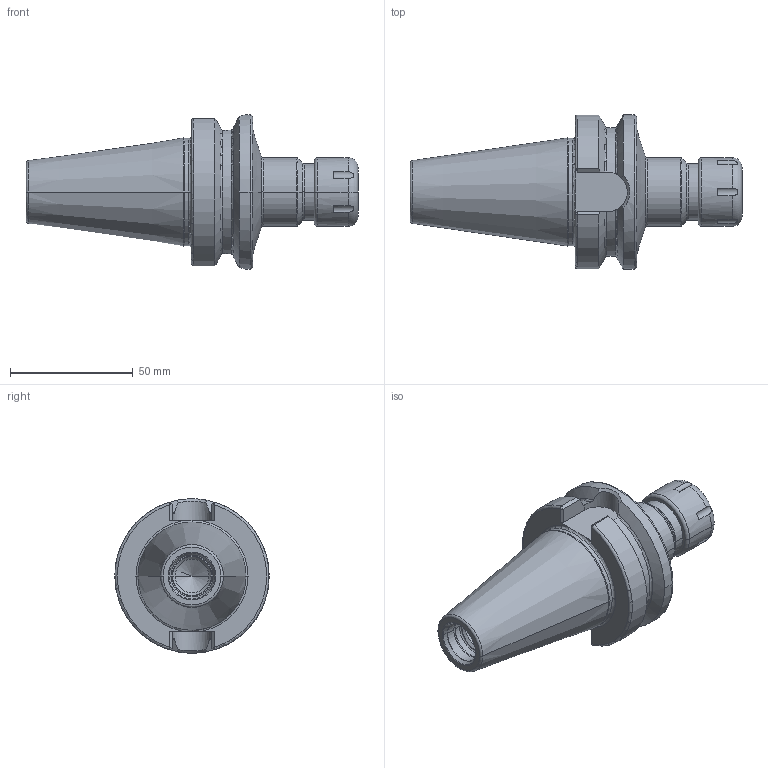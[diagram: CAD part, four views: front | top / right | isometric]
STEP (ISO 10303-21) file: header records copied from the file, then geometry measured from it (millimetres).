
FILE_DESCRIPTION((''),'2;1');
FILE_NAME('40-520-16-3_ASM','2013-12-10T',('mei'),(''),'PRO/ENGINEER BY PARAMETRIC TECHNOLOGY CORPORATION, 2010430','PRO/ENGINEER BY PARAMETRIC TECHNOLOGY CORPORATION, 2010430','');
FILE_SCHEMA(('CONFIG_CONTROL_DESIGN'));
Length unit declared in the file: millimetre
Products named in the file (3): 40-520-16-3; 83-914-16; 40-520-16-3_ASM
Assembly tree (2 placements, depth 2):
  40-520-16-3_ASM
    40-520-16-3
    83-914-16
Bounding box: 135.4 x 62.98 x 62.98 mm (x, y, z)
Volume: 147206.8 mm3; surface area: 29153.5 mm2
Topology: 2 solids, 3 shells, 133 faces, 316 edges, 189 vertices
Faces by surface type: cylinder 36, plane 35, torus 32, cone 24, bspline 6
Entity records: 4419 total; most frequent: CARTESIAN_POINT 1254, DIRECTION 696, ORIENTED_EDGE 620, EDGE_CURVE 312, AXIS2_PLACEMENT_3D 294, VERTEX_POINT 189, CIRCLE 160, EDGE_LOOP 141
